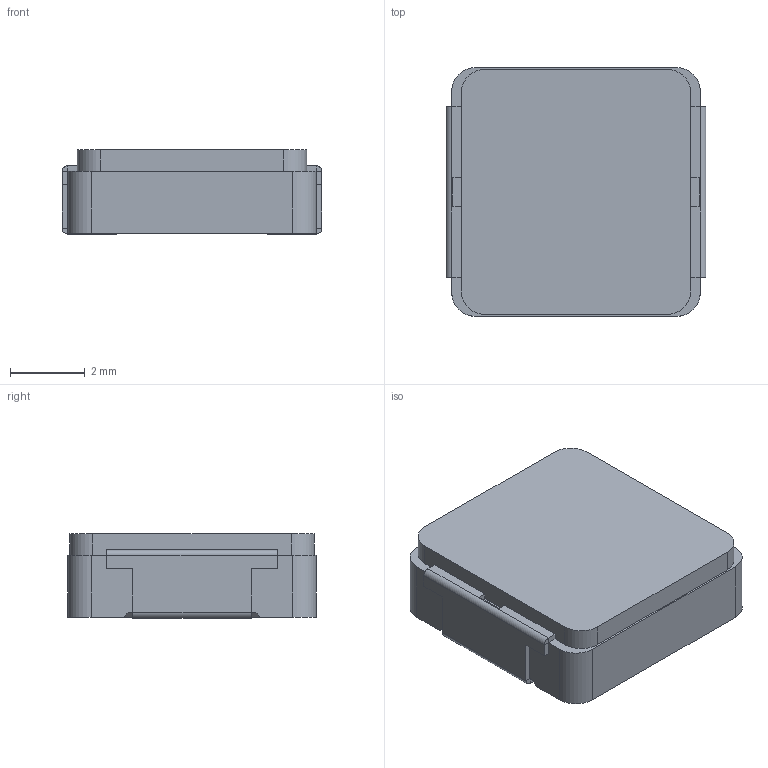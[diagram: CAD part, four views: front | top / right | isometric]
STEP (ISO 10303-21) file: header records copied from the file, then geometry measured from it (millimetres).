
FILE_DESCRIPTION(/* description */ (''),/* implementation_level */ '2;1');
FILE_NAME(/* name */ 'IHLP2525BD.step',/* time_stamp */ '2020-11-26T13:02:29+02:00',/* author */ (''),/* organization */ (''),/* preprocessor_version */ 'ST-DEVELOPER v18.1',/* originating_system */ 'Autodesk Translation Framework v9.3.0.1241',/* authorisation */ '');
FILE_SCHEMA (('AUTOMOTIVE_DESIGN { 1 0 10303 214 3 1 1 }'));
Length unit declared in the file: inch
Products named in the file (1): (Unsaved)
Bounding box: 6.97 x 6.67 x 2.27 mm (x, y, z)
Volume: 99.1 mm3; surface area: 151.3 mm2
Topology: 1 solids, 1 shells, 78 faces, 212 edges, 136 vertices
Faces by surface type: plane 66, cylinder 12
Entity records: 2546 total; most frequent: CARTESIAN_POINT 427, ORIENTED_EDGE 424, DIRECTION 394, EDGE_CURVE 212, LINE 188, VECTOR 188, VERTEX_POINT 136, AXIS2_PLACEMENT_3D 103
